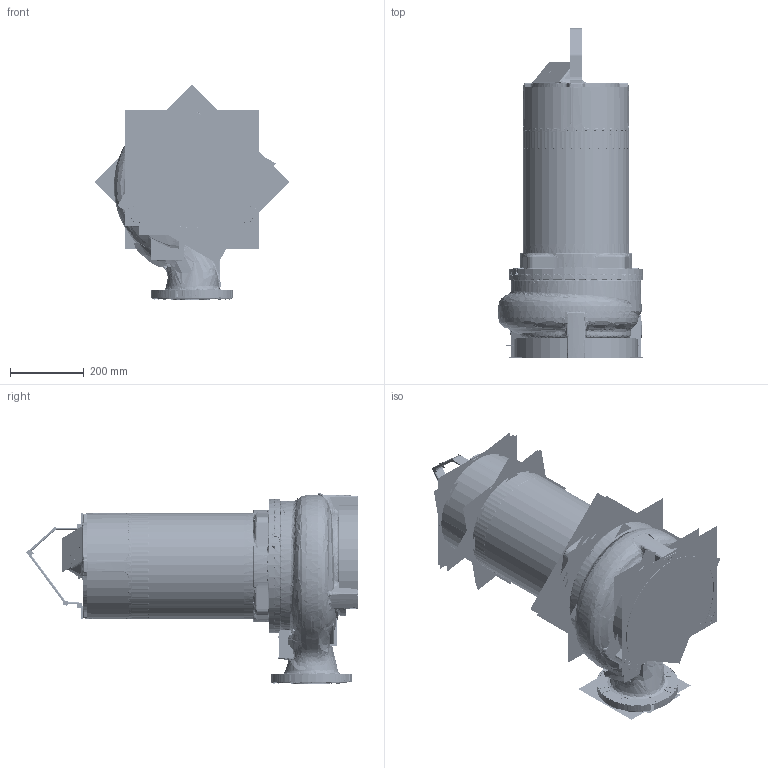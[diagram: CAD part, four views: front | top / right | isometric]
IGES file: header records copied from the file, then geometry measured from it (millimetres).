
Start section:  PTC IGES file: 87100890-00.igs
Global section: file name: 87100890-00.igs; native system: Creo Parametric by PTC Inc.; preprocessor: 2021063; author: santl04; organization: Unknown; date: 20220217.100428; units: millimetre
Bounding box: 530.24 x 898.36 x 584.22 mm (x, y, z)
Volume: 25011385.2 mm3; surface area: 32383319.8 mm2
Topology: 13 solids, 46 shells, 12468 faces, 60827 edges, 74499 vertices
Faces by surface type: bspline 8928, revolution 3468, extrusion 72
